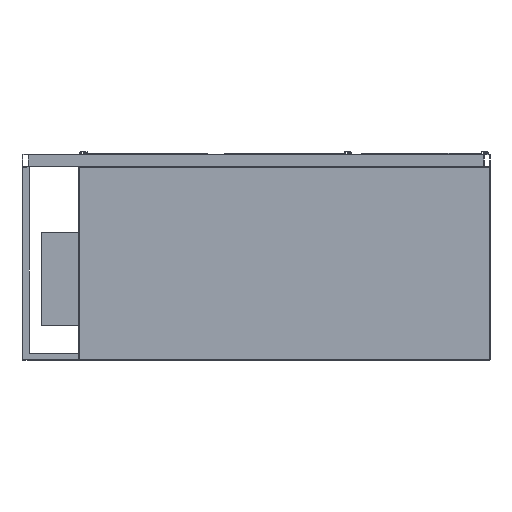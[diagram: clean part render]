
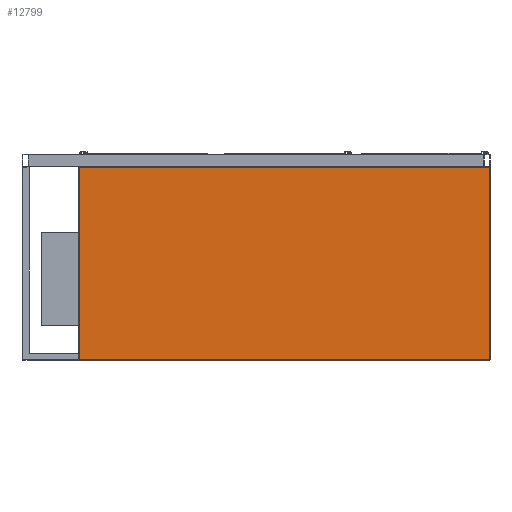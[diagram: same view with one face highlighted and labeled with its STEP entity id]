
A CAD part, front view. The second image highlights one B-rep face of the part: STEP entity #12799.
In plain terms, the highlighted planar face has unit normal (0, -1, 0).
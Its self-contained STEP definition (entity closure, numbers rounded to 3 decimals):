
#208 = ORIENTED_EDGE ( 'NONE', *, *, #5235, .T. ) ;
#1354 = ORIENTED_EDGE ( 'NONE', *, *, #9418, .T. ) ;
#2268 = EDGE_CURVE ( 'NONE', #8081, #18424, #5889, .T. ) ;
#5235 = EDGE_CURVE ( 'NONE', #10600, #30240, #17030, .T. ) ;
#5405 = VECTOR ( 'NONE', #25341, 1000. ) ;
#5889 = LINE ( 'NONE', #36642, #5405 ) ;
#8081 = VERTEX_POINT ( 'NONE', #19556 ) ;
#9418 = EDGE_CURVE ( 'NONE', #18424, #10600, #28410, .T. ) ;
#10409 = VECTOR ( 'NONE', #20202, 1000. ) ;
#10600 = VERTEX_POINT ( 'NONE', #27895 ) ;
#12653 = CARTESIAN_POINT ( 'NONE',  ( -660., -355., -660. ) ) ;
#12799 = ADVANCED_FACE ( 'Fl�che8', ( #26751 ), #21196, .T. ) ;
#14060 = CARTESIAN_POINT ( 'NONE',  ( -660., -355., -42. ) ) ;
#17030 = LINE ( 'NONE', #14060, #10409 ) ;
#17320 = VECTOR ( 'NONE', #20074, 1000. ) ;
#18424 = VERTEX_POINT ( 'NONE', #32675 ) ;
#18579 = DIRECTION ( 'NONE',  ( 0., 0., -1. ) ) ;
#19556 = CARTESIAN_POINT ( 'NONE',  ( -658., -355., -658. ) ) ;
#19959 = AXIS2_PLACEMENT_3D ( 'NONE', #12653, #36512, #18579 ) ;
#20074 = DIRECTION ( 'NONE',  ( 0., 0., 1. ) ) ;
#20202 = DIRECTION ( 'NONE',  ( -1., 0., 0. ) ) ;
#21196 = PLANE ( 'NONE',  #19959 ) ;
#22584 = EDGE_LOOP ( 'NONE', ( #208, #24551, #33010, #1354 ) ) ;
#23461 = VECTOR ( 'NONE', #27184, 1000. ) ;
#24551 = ORIENTED_EDGE ( 'NONE', *, *, #34220, .T. ) ;
#25341 = DIRECTION ( 'NONE',  ( 1., 0., 0. ) ) ;
#25630 = CARTESIAN_POINT ( 'NONE',  ( 658., -355., -660. ) ) ;
#26751 = FACE_OUTER_BOUND ( 'NONE', #22584, .T. ) ;
#27184 = DIRECTION ( 'NONE',  ( 0., 0., -1. ) ) ;
#27895 = CARTESIAN_POINT ( 'NONE',  ( 658., -355., -42. ) ) ;
#28410 = LINE ( 'NONE', #25630, #17320 ) ;
#29963 = CARTESIAN_POINT ( 'NONE',  ( -658., -355., -660. ) ) ;
#30240 = VERTEX_POINT ( 'NONE', #32285 ) ;
#32285 = CARTESIAN_POINT ( 'NONE',  ( -658., -355., -42. ) ) ;
#32675 = CARTESIAN_POINT ( 'NONE',  ( 658., -355., -658. ) ) ;
#32730 = LINE ( 'NONE', #29963, #23461 ) ;
#33010 = ORIENTED_EDGE ( 'NONE', *, *, #2268, .T. ) ;
#34220 = EDGE_CURVE ( 'NONE', #30240, #8081, #32730, .T. ) ;
#36512 = DIRECTION ( 'NONE',  ( 0., -1., 0. ) ) ;
#36642 = CARTESIAN_POINT ( 'NONE',  ( -660., -355., -658. ) ) ;
